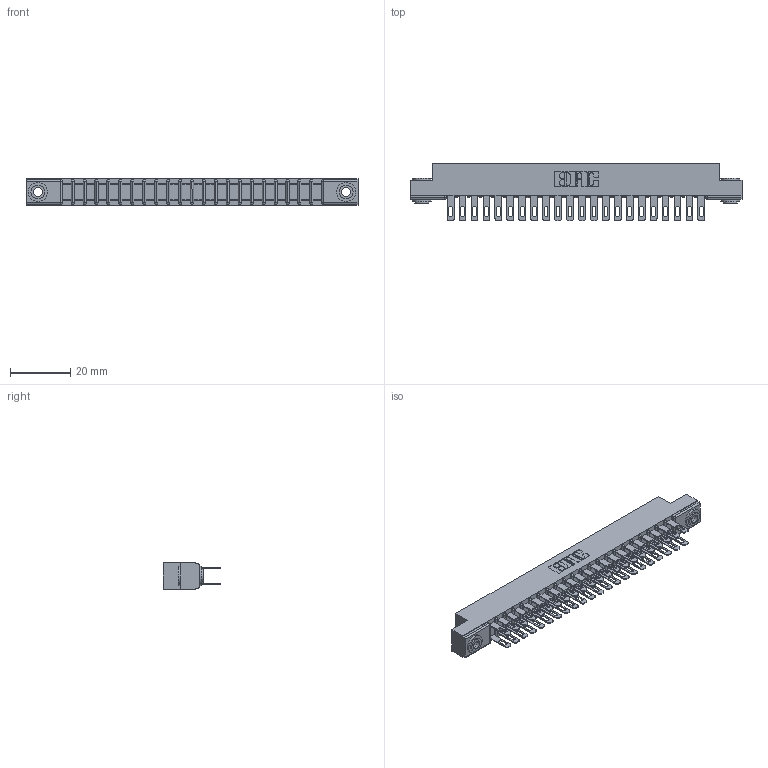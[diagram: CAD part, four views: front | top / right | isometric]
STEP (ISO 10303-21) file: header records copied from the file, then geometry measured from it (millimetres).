
FILE_DESCRIPTION (( 'STEP AP203' ), '1' );
FILE_NAME ('357-044-500-203.STEP', '2019-09-18T07:02:13', ( '' ), ( '' ), 'SwSTEP 2.0', 'SolidWorks 2016', '' );
FILE_SCHEMA (( 'CONFIG_CONTROL_DESIGN' ));
Length unit declared in the file: inch
Products named in the file (4): 307-290-001_500; 307 Part_.156 Dia Mounting Holes; 357-044-500-203; 345-250-002_345-250-002-102
Assembly tree (47 placements, depth 2):
  357-044-500-203
    307 Part_.156 Dia Mounting Holes
    307-290-001_500  x44
    345-250-002_345-250-002-102  x2
Bounding box: 110.19 x 19.18 x 8.71 mm (x, y, z)
Volume: 7334.7 mm3; surface area: 13901.5 mm2
Topology: 47 solids, 47 shells, 2217 faces, 6155 edges, 3978 vertices
Faces by surface type: plane 1414, cylinder 749, sphere 46, cone 8
Entity records: 23069 total; most frequent: CARTESIAN_POINT 3759, ORIENTED_EDGE 3714, DIRECTION 3707, EDGE_CURVE 1857, LINE 1407, VECTOR 1407, VERTEX_POINT 1202, AXIS2_PLACEMENT_3D 1150
